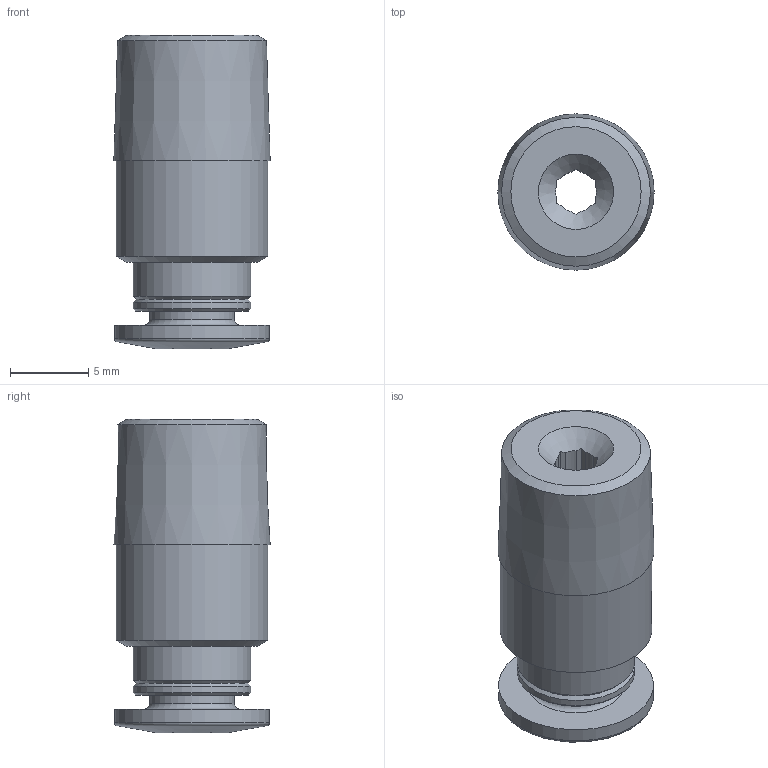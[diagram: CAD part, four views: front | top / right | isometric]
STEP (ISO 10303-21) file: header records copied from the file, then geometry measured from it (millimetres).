
FILE_DESCRIPTION(/* description */ ('STEP AP214'),/* implementation_level */ '2;1');
FILE_NAME(/* name */ '133191_QS-1_8-4-I-100',/* time_stamp */ '2024-09-14T05:44:34+02:00',/* author */ ('License CC BY-ND 4.0'),/* organization */ ('CADENAS'),/* preprocessor_version */ 'ST-DEVELOPER v19.3',/* originating_system */ 'PARTsolutions',/* authorisation */ ' ');
FILE_SCHEMA (('AUTOMOTIVE_DESIGN {1 0 10303 214 3 1 1}'));
Length unit declared in the file: millimetre
Products named in the file (1): 133191 QS-1/8-4-I-100
Bounding box: 9.98 x 9.98 x 20 mm (x, y, z)
Volume: 1102.6 mm3; surface area: 1016.4 mm2
Topology: 1 solids, 1 shells, 41 faces, 94 edges, 59 vertices
Faces by surface type: plane 18, cylinder 12, cone 8, torus 3
Full cylindrical faces by diameter (mm): 4 x1, 5.4 x1, 7.5 x2, 9.7 x1, 9.9 x1
Entity records: 1387 total; most frequent: CARTESIAN_POINT 212, DIRECTION 182, ORIENTED_EDGE 152, EDGE_CURVE 76, AXIS2_PLACEMENT_3D 76, EDGE_LOOP 64, FACE_BOUND 64, VERTEX_POINT 58
